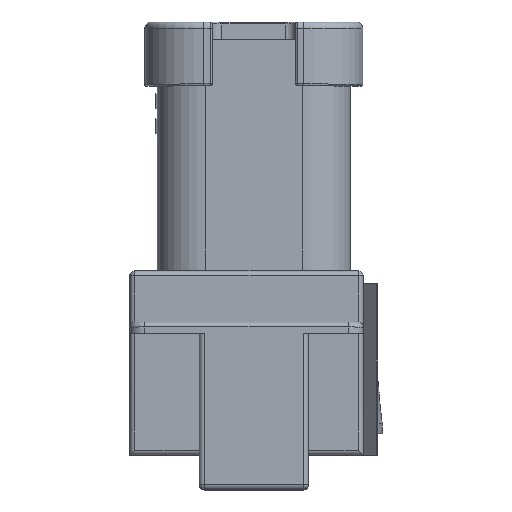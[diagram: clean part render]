
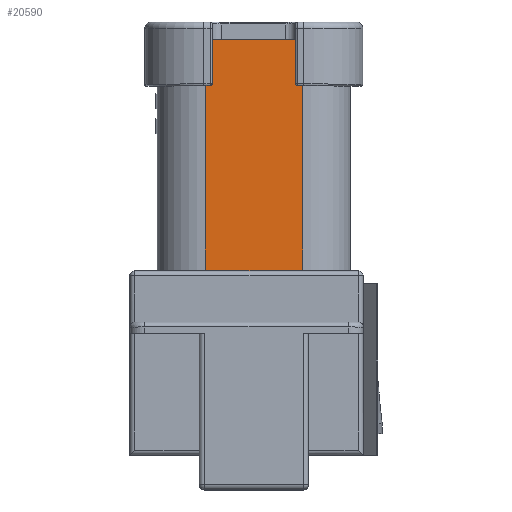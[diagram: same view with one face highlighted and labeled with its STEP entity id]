
A CAD part, top view. The second image highlights one B-rep face of the part: STEP entity #20590.
In plain terms, the highlighted planar face has unit normal (0, 0, 1).
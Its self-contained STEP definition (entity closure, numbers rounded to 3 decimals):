
#1891=DIRECTION('',(-1.,0.,0.));
#1892=VECTOR('',#1891,0.5);
#1893=CARTESIAN_POINT('',(4.95,37.5,12.2));
#1894=LINE('',#1893,#1892);
#1923=CARTESIAN_POINT('',(-4.45,37.7,12.2));
#1924=DIRECTION('',(0.,0.,1.));
#1925=DIRECTION('',(0.,-1.,0.));
#1926=AXIS2_PLACEMENT_3D('',#1923,#1924,#1925);
#1928=DIRECTION('',(0.,1.,0.));
#1929=VECTOR('',#1928,4.5);
#1930=CARTESIAN_POINT('',(-4.25,37.7,12.2));
#1931=LINE('',#1930,#1929);
#1932=CARTESIAN_POINT('',(4.45,37.7,12.2));
#1933=DIRECTION('',(0.,0.,1.));
#1934=DIRECTION('',(-1.,0.,0.));
#1935=AXIS2_PLACEMENT_3D('',#1932,#1933,#1934);
#1937=DIRECTION('',(-1.,0.,0.));
#1938=VECTOR('',#1937,9.9);
#1939=CARTESIAN_POINT('',(4.95,18.7,12.2));
#1940=LINE('',#1939,#1938);
#1964=DIRECTION('',(-1.,0.,0.));
#1965=VECTOR('',#1964,0.5);
#1966=CARTESIAN_POINT('',(-4.45,37.5,12.2));
#1967=LINE('',#1966,#1965);
#2485=DIRECTION('',(0.,-1.,0.));
#2486=VECTOR('',#2485,18.8);
#2487=CARTESIAN_POINT('',(-4.95,37.5,12.2));
#2488=LINE('',#2487,#2486);
#6295=DIRECTION('',(0.,1.,0.));
#6296=VECTOR('',#6295,4.5);
#6297=CARTESIAN_POINT('',(4.25,37.7,12.2));
#6298=LINE('',#6297,#6296);
#6312=DIRECTION('',(-1.,0.,0.));
#6313=VECTOR('',#6312,8.5);
#6314=CARTESIAN_POINT('',(4.25,42.2,12.2));
#6315=LINE('',#6314,#6313);
#13361=DIRECTION('',(0.,1.,0.));
#13362=VECTOR('',#13361,18.8);
#13363=CARTESIAN_POINT('',(4.95,18.7,12.2));
#13364=LINE('',#13363,#13362);
#15034=CARTESIAN_POINT('',(-4.95,18.7,12.2));
#15035=VERTEX_POINT('',#15034);
#15036=CARTESIAN_POINT('',(4.95,18.7,12.2));
#15037=VERTEX_POINT('',#15036);
#15074=CARTESIAN_POINT('',(-4.45,37.5,12.2));
#15075=VERTEX_POINT('',#15074);
#15076=CARTESIAN_POINT('',(-4.95,37.5,12.2));
#15077=VERTEX_POINT('',#15076);
#15078=CARTESIAN_POINT('',(4.95,37.5,12.2));
#15079=CARTESIAN_POINT('',(4.45,37.5,12.2));
#15080=VERTEX_POINT('',#15078);
#15081=VERTEX_POINT('',#15079);
#16486=CARTESIAN_POINT('',(-4.25,37.7,12.2));
#16487=VERTEX_POINT('',#16486);
#16488=CARTESIAN_POINT('',(-4.25,42.2,12.2));
#16489=VERTEX_POINT('',#16488);
#16490=CARTESIAN_POINT('',(4.25,42.2,12.2));
#16491=VERTEX_POINT('',#16490);
#16492=CARTESIAN_POINT('',(4.25,37.7,12.2));
#16493=VERTEX_POINT('',#16492);
#20565=CARTESIAN_POINT('',(-9.825,0.,12.2));
#20566=DIRECTION('',(0.,0.,1.));
#20567=DIRECTION('',(1.,0.,0.));
#20568=AXIS2_PLACEMENT_3D('',#20565,#20566,#20567);
#20569=PLANE('',#20568);
#20571=ORIENTED_EDGE('',*,*,#20570,.F.);
#20573=ORIENTED_EDGE('',*,*,#20572,.T.);
#20575=ORIENTED_EDGE('',*,*,#20574,.T.);
#20577=ORIENTED_EDGE('',*,*,#20576,.F.);
#20579=ORIENTED_EDGE('',*,*,#20578,.F.);
#20581=ORIENTED_EDGE('',*,*,#20580,.T.);
#20582=ORIENTED_EDGE('',*,*,#20539,.F.);
#20584=ORIENTED_EDGE('',*,*,#20583,.F.);
#20585=ORIENTED_EDGE('',*,*,#20471,.T.);
#20587=ORIENTED_EDGE('',*,*,#20586,.F.);
#20588=EDGE_LOOP('',(#20571,#20573,#20575,#20577,#20579,#20581,#20582,#20584,
#20585,#20587));
#20589=FACE_OUTER_BOUND('',#20588,.F.);
#20590=ADVANCED_FACE('',(#20589),#20569,.T.);
#1927=CIRCLE('',#1926,0.2);
#1936=CIRCLE('',#1935,0.2);
#20471=EDGE_CURVE('',#15037,#15035,#1940,.T.);
#20539=EDGE_CURVE('',#15080,#15081,#1894,.T.);
#20570=EDGE_CURVE('',#15075,#15077,#1967,.T.);
#20572=EDGE_CURVE('',#15075,#16487,#1927,.T.);
#20574=EDGE_CURVE('',#16487,#16489,#1931,.T.);
#20576=EDGE_CURVE('',#16491,#16489,#6315,.T.);
#20578=EDGE_CURVE('',#16493,#16491,#6298,.T.);
#20580=EDGE_CURVE('',#16493,#15081,#1936,.T.);
#20583=EDGE_CURVE('',#15037,#15080,#13364,.T.);
#20586=EDGE_CURVE('',#15077,#15035,#2488,.T.);
